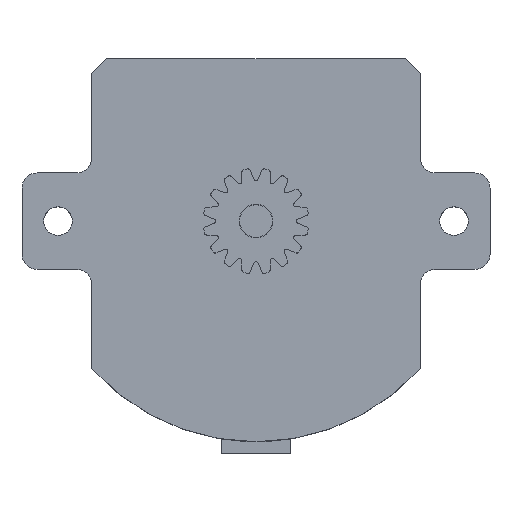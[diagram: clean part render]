
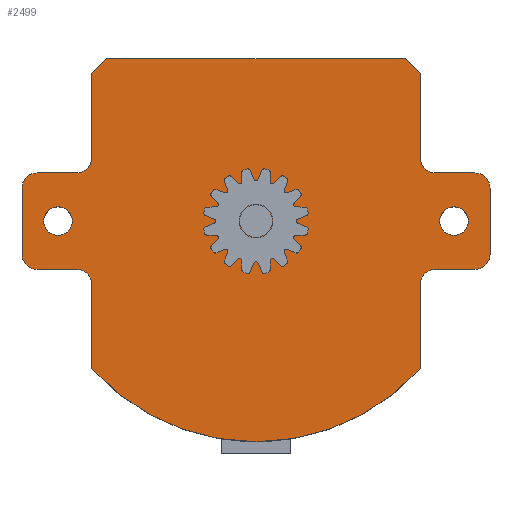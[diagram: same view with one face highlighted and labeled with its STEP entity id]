
A CAD part, top view. The second image highlights one B-rep face of the part: STEP entity #2499.
In plain terms, the highlighted planar face has unit normal (0, 0, 1).
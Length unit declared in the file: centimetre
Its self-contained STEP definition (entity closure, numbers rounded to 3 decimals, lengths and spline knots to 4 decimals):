
#146=PLANE('',#2730);
#329=VECTOR('',#3313,1.);
#332=VECTOR('',#3317,1.);
#333=VECTOR('',#3320,1.);
#334=VECTOR('',#3323,1.);
#335=VECTOR('',#3328,1.);
#336=VECTOR('',#3331,1.);
#337=VECTOR('',#3334,1.);
#338=VECTOR('',#3335,1.);
#339=VECTOR('',#3336,1.);
#541=LINE('',#4007,#329);
#544=LINE('',#4013,#332);
#545=LINE('',#4017,#333);
#546=LINE('',#4021,#334);
#547=LINE('',#4028,#335);
#548=LINE('',#4032,#336);
#549=LINE('',#4037,#337);
#550=LINE('',#4039,#338);
#551=LINE('',#4041,#339);
#778=VERTEX_POINT('',#3960);
#788=VERTEX_POINT('',#3991);
#790=VERTEX_POINT('',#3996);
#793=VERTEX_POINT('',#4002);
#794=VERTEX_POINT('',#4004);
#795=VERTEX_POINT('',#4008);
#797=VERTEX_POINT('',#4014);
#798=VERTEX_POINT('',#4016);
#799=VERTEX_POINT('',#4018);
#800=VERTEX_POINT('',#4020);
#801=VERTEX_POINT('',#4022);
#802=VERTEX_POINT('',#4024);
#803=VERTEX_POINT('',#4025);
#804=VERTEX_POINT('',#4027);
#805=VERTEX_POINT('',#4029);
#806=VERTEX_POINT('',#4031);
#807=VERTEX_POINT('',#4033);
#808=VERTEX_POINT('',#4035);
#809=VERTEX_POINT('',#4036);
#810=VERTEX_POINT('',#4038);
#811=VERTEX_POINT('',#4040);
#812=VERTEX_POINT('',#4042);
#813=VERTEX_POINT('',#4043);
#814=VERTEX_POINT('',#4045);
#815=VERTEX_POINT('',#4046);
#938=CIRCLE('',#2711,0.14);
#942=CIRCLE('',#2722,0.123);
#944=CIRCLE('',#2725,0.123);
#946=CIRCLE('',#2728,0.13);
#947=CIRCLE('',#2731,0.13);
#948=CIRCLE('',#2732,1.9);
#949=CIRCLE('',#2733,0.13);
#950=CIRCLE('',#2734,0.13);
#951=CIRCLE('',#2735,0.13);
#952=CIRCLE('',#2736,0.13);
#953=CIRCLE('',#2737,0.13);
#954=CIRCLE('',#2738,0.13);
#1256=EDGE_CURVE('',#778,#778,#938,.T.);
#1270=EDGE_CURVE('',#788,#788,#942,.T.);
#1272=EDGE_CURVE('',#790,#790,#944,.T.);
#1275=EDGE_CURVE('',#793,#794,#946,.T.);
#1277=EDGE_CURVE('',#795,#794,#541,.T.);
#1280=EDGE_CURVE('',#793,#797,#544,.T.);
#1281=EDGE_CURVE('',#798,#797,#947,.T.);
#1282=EDGE_CURVE('',#799,#798,#545,.T.);
#1283=EDGE_CURVE('',#800,#799,#948,.T.);
#1284=EDGE_CURVE('',#801,#800,#546,.T.);
#1285=EDGE_CURVE('',#802,#801,#949,.T.);
#1286=EDGE_CURVE('',#802,#803,#544,.T.);
#1287=EDGE_CURVE('',#804,#803,#950,.T.);
#1288=EDGE_CURVE('',#804,#805,#547,.T.);
#1289=EDGE_CURVE('',#806,#805,#951,.T.);
#1290=EDGE_CURVE('',#806,#807,#548,.T.);
#1291=EDGE_CURVE('',#808,#807,#952,.T.);
#1292=EDGE_CURVE('',#809,#808,#546,.T.);
#1293=EDGE_CURVE('',#810,#809,#549,.T.);
#1294=EDGE_CURVE('',#811,#810,#550,.T.);
#1295=EDGE_CURVE('',#812,#811,#551,.T.);
#1296=EDGE_CURVE('',#813,#812,#545,.T.);
#1297=EDGE_CURVE('',#814,#813,#953,.T.);
#1298=EDGE_CURVE('',#814,#815,#548,.T.);
#1299=EDGE_CURVE('',#795,#815,#954,.T.);
#1957=ORIENTED_EDGE('',*,*,#1256,.T.);
#1958=ORIENTED_EDGE('',*,*,#1270,.T.);
#1959=ORIENTED_EDGE('',*,*,#1272,.T.);
#1960=ORIENTED_EDGE('',*,*,#1275,.F.);
#1961=ORIENTED_EDGE('',*,*,#1280,.T.);
#1962=ORIENTED_EDGE('',*,*,#1281,.F.);
#1963=ORIENTED_EDGE('',*,*,#1282,.F.);
#1964=ORIENTED_EDGE('',*,*,#1283,.F.);
#1965=ORIENTED_EDGE('',*,*,#1284,.F.);
#1966=ORIENTED_EDGE('',*,*,#1285,.F.);
#1967=ORIENTED_EDGE('',*,*,#1286,.T.);
#1968=ORIENTED_EDGE('',*,*,#1287,.F.);
#1969=ORIENTED_EDGE('',*,*,#1288,.T.);
#1970=ORIENTED_EDGE('',*,*,#1289,.F.);
#1971=ORIENTED_EDGE('',*,*,#1290,.T.);
#1972=ORIENTED_EDGE('',*,*,#1291,.F.);
#1973=ORIENTED_EDGE('',*,*,#1292,.F.);
#1974=ORIENTED_EDGE('',*,*,#1293,.F.);
#1975=ORIENTED_EDGE('',*,*,#1294,.F.);
#1976=ORIENTED_EDGE('',*,*,#1295,.F.);
#1977=ORIENTED_EDGE('',*,*,#1296,.F.);
#1978=ORIENTED_EDGE('',*,*,#1297,.F.);
#1979=ORIENTED_EDGE('',*,*,#1298,.T.);
#1980=ORIENTED_EDGE('',*,*,#1299,.F.);
#1981=ORIENTED_EDGE('',*,*,#1277,.T.);
#2210=EDGE_LOOP('',(#1957));
#2211=EDGE_LOOP('',(#1958));
#2212=EDGE_LOOP('',(#1959));
#2213=EDGE_LOOP('',(#1960,#1961,#1962,#1963,#1964,#1965,#1966,#1967,#1968,
#1969,#1970,#1971,#1972,#1973,#1974,#1975,#1976,#1977,#1978,#1979,#1980,
#1981));
#2358=FACE_BOUND('',#2210,.T.);
#2359=FACE_BOUND('',#2211,.T.);
#2360=FACE_BOUND('',#2212,.T.);
#2361=FACE_BOUND('',#2213,.T.);
#2499=ADVANCED_FACE('',(#2358,#2359,#2360,#2361),#146,.T.);
#2711=AXIS2_PLACEMENT_3D('',#3959,#3270,#3271);
#2722=AXIS2_PLACEMENT_3D('',#3990,#3296,#3297);
#2725=AXIS2_PLACEMENT_3D('',#3995,#3302,#3303);
#2728=AXIS2_PLACEMENT_3D('',#4003,#3309,#3310);
#2730=AXIS2_PLACEMENT_3D('',#4012,#3316,$);
#2731=AXIS2_PLACEMENT_3D('',#4015,#3318,#3319);
#2732=AXIS2_PLACEMENT_3D('',#4019,#3321,#3322);
#2733=AXIS2_PLACEMENT_3D('',#4023,#3324,#3325);
#2734=AXIS2_PLACEMENT_3D('',#4026,#3326,#3327);
#2735=AXIS2_PLACEMENT_3D('',#4030,#3329,#3330);
#2736=AXIS2_PLACEMENT_3D('',#4034,#3332,#3333);
#2737=AXIS2_PLACEMENT_3D('',#4044,#3337,#3338);
#2738=AXIS2_PLACEMENT_3D('',#4047,#3339,#3340);
#3270=DIRECTION('',(0.,0.,-1.));
#3271=DIRECTION('',(0.14,0.,0.));
#3296=DIRECTION('',(0.,0.,-1.));
#3297=DIRECTION('',(0.,0.123,0.));
#3302=DIRECTION('',(0.,0.,-1.));
#3303=DIRECTION('',(0.,0.123,0.));
#3309=DIRECTION('',(0.,0.,-1.));
#3310=DIRECTION('',(-0.092,-0.092,0.));
#3313=DIRECTION('',(0.,-1.,0.));
#3316=DIRECTION('',(0.,0.,1.));
#3317=DIRECTION('',(1.,0.,0.));
#3318=DIRECTION('',(0.,0.,1.));
#3319=DIRECTION('',(0.092,0.092,0.));
#3320=DIRECTION('',(0.,1.,0.));
#3321=DIRECTION('',(0.,0.,-1.));
#3322=DIRECTION('',(1.9,0.,0.));
#3323=DIRECTION('',(0.,-1.,0.));
#3324=DIRECTION('',(0.,0.,1.));
#3325=DIRECTION('',(-0.092,0.092,0.));
#3326=DIRECTION('',(0.,0.,-1.));
#3327=DIRECTION('',(0.092,-0.092,0.));
#3328=DIRECTION('',(0.,1.,0.));
#3329=DIRECTION('',(0.,0.,-1.));
#3330=DIRECTION('',(0.092,0.092,0.));
#3331=DIRECTION('',(-1.,0.,0.));
#3332=DIRECTION('',(0.,0.,1.));
#3333=DIRECTION('',(-0.092,-0.092,0.));
#3334=DIRECTION('',(0.707,-0.707,0.));
#3335=DIRECTION('',(1.,0.,0.));
#3336=DIRECTION('',(0.707,0.707,0.));
#3337=DIRECTION('',(0.,0.,1.));
#3338=DIRECTION('',(0.092,-0.092,0.));
#3339=DIRECTION('',(0.,0.,-1.));
#3340=DIRECTION('',(-0.092,0.092,0.));
#3959=CARTESIAN_POINT('',(0.,0.,0.958));
#3960=CARTESIAN_POINT('',(0.14,0.,0.958));
#3990=CARTESIAN_POINT('',(1.705,0.,0.958));
#3991=CARTESIAN_POINT('',(1.705,0.123,0.958));
#3995=CARTESIAN_POINT('',(-1.705,0.,0.958));
#3996=CARTESIAN_POINT('',(-1.705,0.123,0.958));
#4002=CARTESIAN_POINT('',(-1.885,-0.415,0.958));
#4003=CARTESIAN_POINT('',(-1.885,-0.285,0.958));
#4004=CARTESIAN_POINT('',(-2.015,-0.285,0.958));
#4007=CARTESIAN_POINT('',(-2.015,0.415,0.958));
#4008=CARTESIAN_POINT('',(-2.015,0.285,0.958));
#4012=CARTESIAN_POINT('',(0.,-0.0819,0.958));
#4013=CARTESIAN_POINT('',(-2.015,-0.415,0.958));
#4014=CARTESIAN_POINT('',(-1.545,-0.415,0.958));
#4015=CARTESIAN_POINT('',(-1.545,-0.545,0.958));
#4016=CARTESIAN_POINT('',(-1.415,-0.545,0.958));
#4017=CARTESIAN_POINT('',(-1.415,1.4,0.958));
#4018=CARTESIAN_POINT('',(-1.415,-1.268,0.958));
#4019=CARTESIAN_POINT('',(0.,0.,0.958));
#4020=CARTESIAN_POINT('',(1.415,-1.268,0.958));
#4021=CARTESIAN_POINT('',(1.415,-1.268,0.958));
#4022=CARTESIAN_POINT('',(1.415,-0.545,0.958));
#4023=CARTESIAN_POINT('',(1.545,-0.545,0.958));
#4024=CARTESIAN_POINT('',(1.545,-0.415,0.958));
#4025=CARTESIAN_POINT('',(1.885,-0.415,0.958));
#4026=CARTESIAN_POINT('',(1.885,-0.285,0.958));
#4027=CARTESIAN_POINT('',(2.015,-0.285,0.958));
#4028=CARTESIAN_POINT('',(2.015,-0.415,0.958));
#4029=CARTESIAN_POINT('',(2.015,0.285,0.958));
#4030=CARTESIAN_POINT('',(1.885,0.285,0.958));
#4031=CARTESIAN_POINT('',(1.885,0.415,0.958));
#4032=CARTESIAN_POINT('',(2.015,0.415,0.958));
#4033=CARTESIAN_POINT('',(1.545,0.415,0.958));
#4034=CARTESIAN_POINT('',(1.545,0.545,0.958));
#4035=CARTESIAN_POINT('',(1.415,0.545,0.958));
#4036=CARTESIAN_POINT('',(1.415,1.27,0.958));
#4037=CARTESIAN_POINT('',(1.3667,1.3183,0.958));
#4038=CARTESIAN_POINT('',(1.285,1.4,0.958));
#4039=CARTESIAN_POINT('',(1.415,1.4,0.958));
#4040=CARTESIAN_POINT('',(-1.285,1.4,0.958));
#4041=CARTESIAN_POINT('',(-1.3667,1.3183,0.958));
#4042=CARTESIAN_POINT('',(-1.415,1.27,0.958));
#4043=CARTESIAN_POINT('',(-1.415,0.545,0.958));
#4044=CARTESIAN_POINT('',(-1.545,0.545,0.958));
#4045=CARTESIAN_POINT('',(-1.545,0.415,0.958));
#4046=CARTESIAN_POINT('',(-1.885,0.415,0.958));
#4047=CARTESIAN_POINT('',(-1.885,0.285,0.958));
